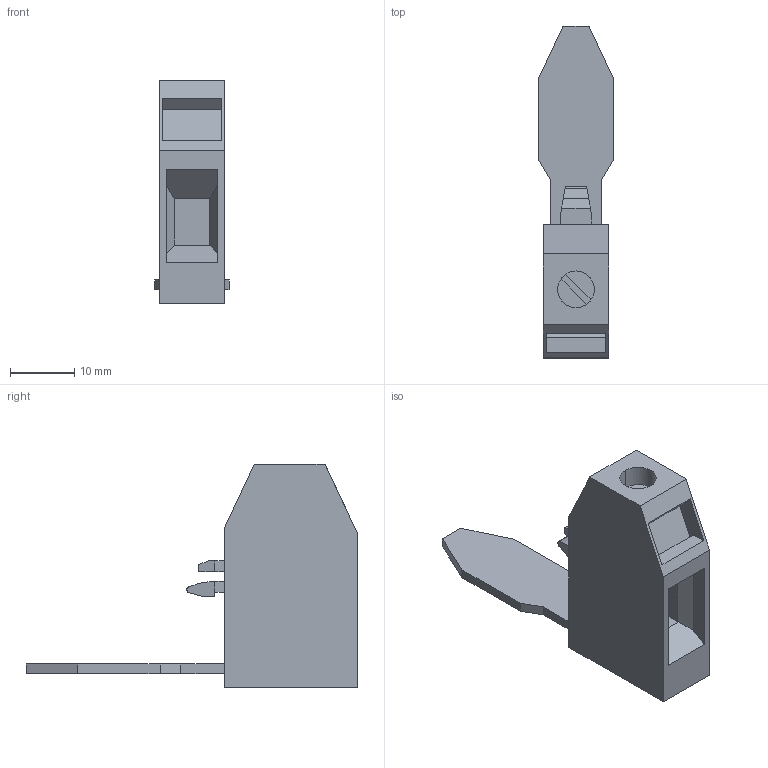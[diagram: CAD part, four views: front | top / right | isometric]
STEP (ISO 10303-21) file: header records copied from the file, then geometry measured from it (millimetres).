
FILE_DESCRIPTION(('STEP AP214'),'1');
FILE_NAME('cctmp_91DC22D9-68BD-4DC1-9EBE-0133C95CD922_2023_07_24_22_12_50_0221..stp','2023-07-24T20:12:50',('SIEMENS A&D'),('CADClick - www.CADClick.com'),'Spatial InterOp 3D postprocessed',' ','unknown authorization');
FILE_SCHEMA(('AUTOMOTIVE_DESIGN'));
Length unit declared in the file: millimetre
Products named in the file (1): 2023_07_24_22_12_50_0221
Bounding box: 11.5 x 51.5 x 34.7 mm (x, y, z)
Volume: 6193.5 mm3; surface area: 3763.2 mm2
Topology: 1 solids, 1 shells, 66 faces, 170 edges, 112 vertices
Faces by surface type: plane 61, cylinder 5
Entity records: 2203 total; most frequent: CARTESIAN_POINT 349, ORIENTED_EDGE 340, DIRECTION 318, EDGE_CURVE 170, LINE 156, VECTOR 156, VERTEX_POINT 112, AXIS2_PLACEMENT_3D 81
